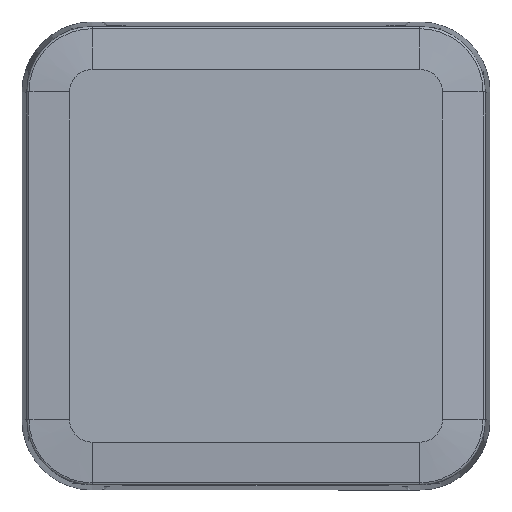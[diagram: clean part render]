
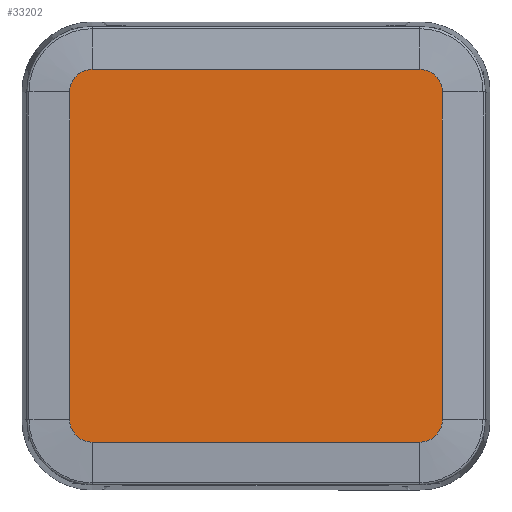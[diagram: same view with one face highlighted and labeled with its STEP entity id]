
A CAD part, top view. The second image highlights one B-rep face of the part: STEP entity #33202.
In plain terms, the highlighted planar face has unit normal (0, 0, 1).
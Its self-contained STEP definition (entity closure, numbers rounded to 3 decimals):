
#32583=CARTESIAN_POINT('',(39.824,-35.,30.5));
#32584=VERTEX_POINT('',#32583);
#32591=CARTESIAN_POINT('',(35.,-39.824,30.5));
#32592=VERTEX_POINT('',#32591);
#32593=CARTESIAN_POINT('',(35.,-35.,30.5));
#32594=DIRECTION('',(0.0,0.0,-1.0));
#32595=DIRECTION('',(0.0,-1.0,0.0));
#32596=AXIS2_PLACEMENT_3D('',#32593,#32594,#32595);
#32597=CIRCLE('',#32596,4.824);
#32598=EDGE_CURVE('',#32584,#32592,#32597,.T.);
#32672=CARTESIAN_POINT('',(35.,39.824,30.5));
#32673=VERTEX_POINT('',#32672);
#32680=CARTESIAN_POINT('',(39.824,35.,30.5));
#32681=VERTEX_POINT('',#32680);
#32682=CARTESIAN_POINT('',(35.,35.,30.5));
#32683=DIRECTION('',(0.0,0.0,-1.0));
#32684=DIRECTION('',(1.0,0.0,0.0));
#32685=AXIS2_PLACEMENT_3D('',#32682,#32683,#32684);
#32686=CIRCLE('',#32685,4.824);
#32687=EDGE_CURVE('',#32673,#32681,#32686,.T.);
#32748=CARTESIAN_POINT('',(-39.824,35.,30.5));
#32749=VERTEX_POINT('',#32748);
#32756=CARTESIAN_POINT('',(-35.,39.824,30.5));
#32757=VERTEX_POINT('',#32756);
#32758=CARTESIAN_POINT('',(-35.,35.,30.5));
#32759=DIRECTION('',(0.0,0.0,-1.0));
#32760=DIRECTION('',(0.0,1.0,0.0));
#32761=AXIS2_PLACEMENT_3D('',#32758,#32759,#32760);
#32762=CIRCLE('',#32761,4.824);
#32763=EDGE_CURVE('',#32749,#32757,#32762,.T.);
#32850=CARTESIAN_POINT('',(-35.0,-39.824,30.5));
#32851=VERTEX_POINT('',#32850);
#32858=CARTESIAN_POINT('',(-39.824,-35.,30.5));
#32859=VERTEX_POINT('',#32858);
#32860=CARTESIAN_POINT('',(-35.,-35.,30.5));
#32861=DIRECTION('',(0.0,0.0,-1.0));
#32862=DIRECTION('',(-1.0,0.0,0.0));
#32863=AXIS2_PLACEMENT_3D('',#32860,#32861,#32862);
#32864=CIRCLE('',#32863,4.824);
#32865=EDGE_CURVE('',#32851,#32859,#32864,.T.);
#33030=CARTESIAN_POINT('',(35.,-39.824,30.5));
#33031=DIRECTION('',(-1.0,0.0,0.0));
#33032=VECTOR('',#33031,70.);
#33033=LINE('',#33030,#33032);
#33034=EDGE_CURVE('',#32592,#32851,#33033,.T.);
#33047=CARTESIAN_POINT('',(39.824,35.,30.5));
#33048=DIRECTION('',(0.0,-1.0,0.0));
#33049=VECTOR('',#33048,70.);
#33050=LINE('',#33047,#33049);
#33051=EDGE_CURVE('',#32681,#32584,#33050,.T.);
#33143=CARTESIAN_POINT('',(-39.824,-35.,30.5));
#33144=DIRECTION('',(0.0,1.0,0.0));
#33145=VECTOR('',#33144,70.0);
#33146=LINE('',#33143,#33145);
#33147=EDGE_CURVE('',#32859,#32749,#33146,.T.);
#33160=CARTESIAN_POINT('',(-35.,39.824,30.5));
#33161=DIRECTION('',(1.0,0.0,0.0));
#33162=VECTOR('',#33161,70.0);
#33163=LINE('',#33160,#33162);
#33164=EDGE_CURVE('',#32757,#32673,#33163,.T.);
#33187=CARTESIAN_POINT('',(0.,0.,30.5));
#33188=DIRECTION('',(0.0,0.0,1.0));
#33189=DIRECTION('',(1.0,0.0,0.0));
#33190=AXIS2_PLACEMENT_3D('',#33187,#33188,#33189);
#33191=PLANE('',#33190);
#33192=ORIENTED_EDGE('',*,*,#33051,.F.);
#33193=ORIENTED_EDGE('',*,*,#32687,.F.);
#33194=ORIENTED_EDGE('',*,*,#33164,.F.);
#33195=ORIENTED_EDGE('',*,*,#32763,.F.);
#33196=ORIENTED_EDGE('',*,*,#33147,.F.);
#33197=ORIENTED_EDGE('',*,*,#32865,.F.);
#33198=ORIENTED_EDGE('',*,*,#33034,.F.);
#33199=ORIENTED_EDGE('',*,*,#32598,.F.);
#33200=EDGE_LOOP('',(#33192,#33193,#33194,#33195,#33196,#33197,#33198,#33199));
#33201=FACE_OUTER_BOUND('',#33200,.T.);
#33202=ADVANCED_FACE('',(#33201),#33191,.T.);
